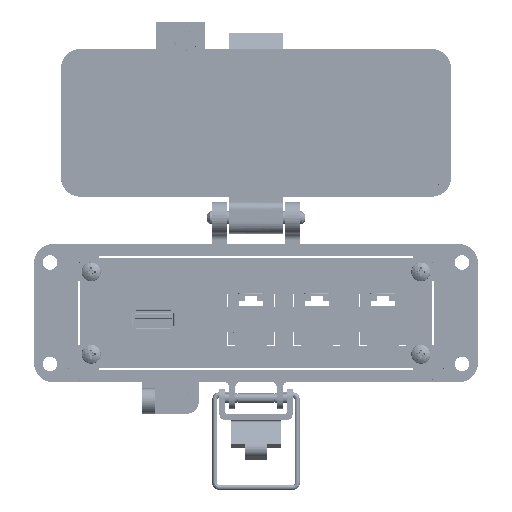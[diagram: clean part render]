
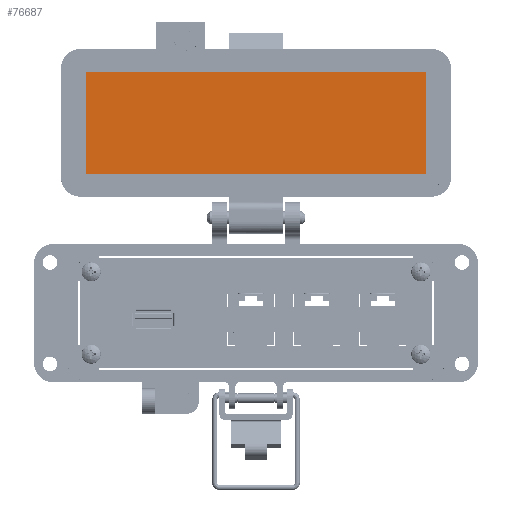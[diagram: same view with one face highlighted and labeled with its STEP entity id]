
A CAD part, top view. The second image highlights one B-rep face of the part: STEP entity #76687.
In plain terms, the highlighted planar face has unit normal (0, 0, 1).
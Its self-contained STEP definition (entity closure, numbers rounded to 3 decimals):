
#3783 = VECTOR ( 'NONE', #4543, 1000. ) ;
#4054 = LINE ( 'NONE', #72920, #3783 ) ;
#4543 = DIRECTION ( 'NONE',  ( 0., 1., 0. ) ) ;
#4745 = VERTEX_POINT ( 'NONE', #8702 ) ;
#8447 = CARTESIAN_POINT ( 'NONE',  ( -8.5, 83.154, -25.55 ) ) ;
#8702 = CARTESIAN_POINT ( 'NONE',  ( -53.75, 51.154, -25.55 ) ) ;
#12100 = LINE ( 'NONE', #42548, #97916 ) ;
#19210 = CARTESIAN_POINT ( 'NONE',  ( 42., 51.154, -25.55 ) ) ;
#19238 = CARTESIAN_POINT ( 'NONE',  ( -8.5, 67.154, -25.55 ) ) ;
#19912 = VECTOR ( 'NONE', #49675, 1000. ) ;
#22889 = EDGE_CURVE ( 'NONE', #97934, #4745, #95076, .T. ) ;
#23237 = CARTESIAN_POINT ( 'NONE',  ( 53.75, 51.154, -25.55 ) ) ;
#25671 = AXIS2_PLACEMENT_3D ( 'NONE', #19238, #88607, #96571 ) ;
#27725 = FACE_OUTER_BOUND ( 'NONE', #79808, .T. ) ;
#28111 = VERTEX_POINT ( 'NONE', #78416 ) ;
#32145 = ORIENTED_EDGE ( 'NONE', *, *, #39613, .F. ) ;
#39613 = EDGE_CURVE ( 'NONE', #4745, #49926, #4054, .T. ) ;
#42548 = CARTESIAN_POINT ( 'NONE',  ( 53.75, 67.154, -25.55 ) ) ;
#49675 = DIRECTION ( 'NONE',  ( -1., 0., 0. ) ) ;
#49926 = VERTEX_POINT ( 'NONE', #51704 ) ;
#51704 = CARTESIAN_POINT ( 'NONE',  ( -53.75, 83.154, -25.55 ) ) ;
#57919 = VECTOR ( 'NONE', #92761, 1000. ) ;
#60457 = EDGE_CURVE ( 'NONE', #49926, #28111, #61330, .T. ) ;
#61330 = LINE ( 'NONE', #8447, #57919 ) ;
#72920 = CARTESIAN_POINT ( 'NONE',  ( -53.75, 67.154, -25.55 ) ) ;
#72975 = DIRECTION ( 'NONE',  ( 0., -1., 0. ) ) ;
#73137 = PLANE ( 'NONE',  #25671 ) ;
#76687 = ADVANCED_FACE ( 'NONE', ( #27725 ), #73137, .T. ) ;
#78416 = CARTESIAN_POINT ( 'NONE',  ( 53.75, 83.154, -25.55 ) ) ;
#79808 = EDGE_LOOP ( 'NONE', ( #86356, #32145, #91051, #83023 ) ) ;
#83023 = ORIENTED_EDGE ( 'NONE', *, *, #98090, .F. ) ;
#86356 = ORIENTED_EDGE ( 'NONE', *, *, #60457, .F. ) ;
#88607 = DIRECTION ( 'NONE',  ( 0., 0., 1. ) ) ;
#91051 = ORIENTED_EDGE ( 'NONE', *, *, #22889, .F. ) ;
#92761 = DIRECTION ( 'NONE',  ( 1., 0., 0. ) ) ;
#95076 = LINE ( 'NONE', #19210, #19912 ) ;
#96571 = DIRECTION ( 'NONE',  ( 0., -1., 0. ) ) ;
#97916 = VECTOR ( 'NONE', #72975, 1000. ) ;
#97934 = VERTEX_POINT ( 'NONE', #23237 ) ;
#98090 = EDGE_CURVE ( 'NONE', #28111, #97934, #12100, .T. ) ;
